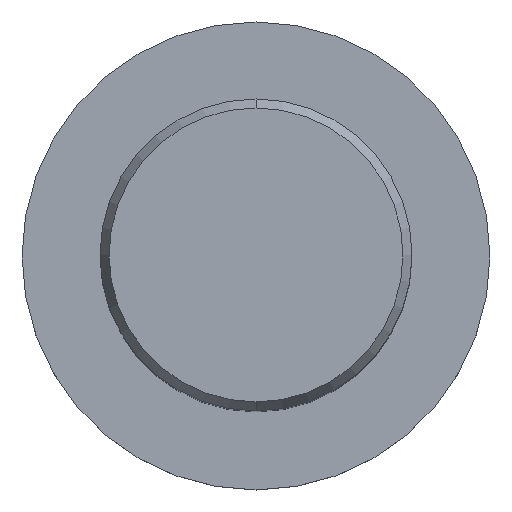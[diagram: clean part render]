
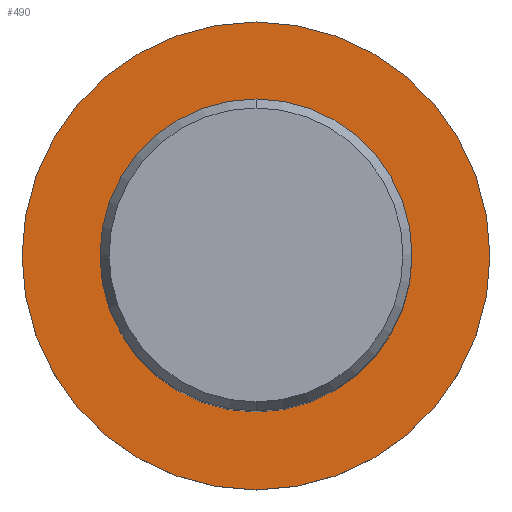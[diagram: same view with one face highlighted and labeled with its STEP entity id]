
A CAD part, top view. The second image highlights one B-rep face of the part: STEP entity #490.
In plain terms, the highlighted planar face has unit normal (0, 0, 1).
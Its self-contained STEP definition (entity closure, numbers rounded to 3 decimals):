
#224=EDGE_CURVE('',#458,#392,#558,.T.);
#258=VERTEX_POINT('',#597);
#318=VERTEX_POINT('',#661);
#328=EDGE_CURVE('',#318,#258,#673,.T.);
#370=EDGE_CURVE('',#392,#458,#717,.T.);
#376=EDGE_CURVE('',#258,#318,#723,.T.);
#392=VERTEX_POINT('',#741);
#458=VERTEX_POINT('',#814);
#490=ADVANCED_FACE('',(#850,#851),#852,.T.);
#558=CIRCLE('',#979,24.0);
#597=CARTESIAN_POINT('',(0.,-16.0,-60.0));
#661=CARTESIAN_POINT('',(0.0,16.0,-60.0));
#673=CIRCLE('',#1165,16.0);
#717=CIRCLE('',#1250,24.0);
#723=CIRCLE('',#1275,16.0);
#741=CARTESIAN_POINT('',(0.,-24.0,-60.0));
#814=CARTESIAN_POINT('',(0.0,24.0,-60.0));
#850=FACE_BOUND('',#1580,.T.);
#851=FACE_OUTER_BOUND('',#1581,.T.);
#852=PLANE('',#1582);
#979=AXIS2_PLACEMENT_3D('',#1628,#1629,#1630);
#1165=AXIS2_PLACEMENT_3D('',#1769,#1770,#1771);
#1250=AXIS2_PLACEMENT_3D('',#1802,#1803,#1804);
#1275=AXIS2_PLACEMENT_3D('',#1806,#1807,#1808);
#1580=EDGE_LOOP('',(#1972,#1973));
#1581=EDGE_LOOP('',(#1974,#1975));
#1582=AXIS2_PLACEMENT_3D('',#1976,#1977,#1978);
#1628=CARTESIAN_POINT('',(0.0,0.0,-60.0));
#1629=DIRECTION('',(0.0,0.0,-1.0));
#1630=DIRECTION('',(0.0,1.0,0.0));
#1769=CARTESIAN_POINT('',(0.0,0.0,-60.0));
#1770=DIRECTION('',(-0.0,0.0,-1.0));
#1771=DIRECTION('',(0.0,1.0,0.0));
#1802=CARTESIAN_POINT('',(0.0,0.0,-60.0));
#1803=DIRECTION('',(0.0,0.0,-1.0));
#1804=DIRECTION('',(0.0,1.0,0.0));
#1806=CARTESIAN_POINT('',(0.0,0.0,-60.0));
#1807=DIRECTION('',(-0.0,0.0,-1.0));
#1808=DIRECTION('',(0.0,1.0,0.0));
#1972=ORIENTED_EDGE('',*,*,#328,.T.);
#1973=ORIENTED_EDGE('',*,*,#376,.T.);
#1974=ORIENTED_EDGE('',*,*,#224,.F.);
#1975=ORIENTED_EDGE('',*,*,#370,.F.);
#1976=CARTESIAN_POINT('',(0.0,12.0,-60.0));
#1977=DIRECTION('',(-0.0,0.0,1.0));
#1978=DIRECTION('',(0.0,-1.0,0.0));
